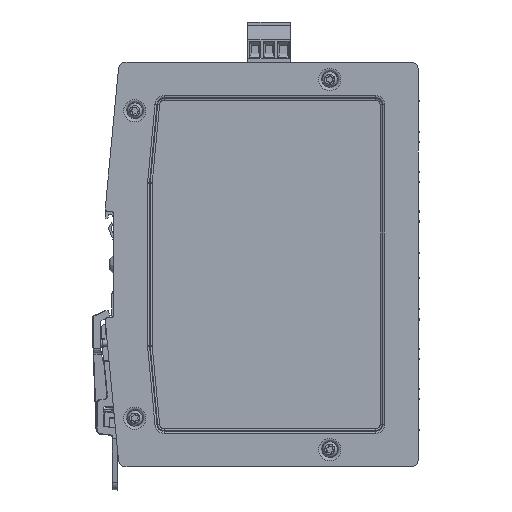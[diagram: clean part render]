
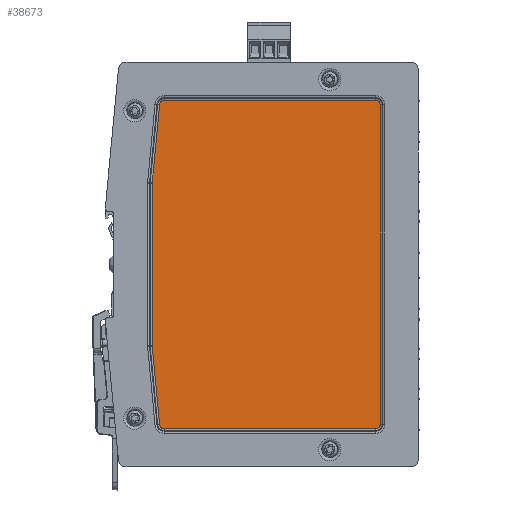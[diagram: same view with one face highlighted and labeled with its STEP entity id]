
A CAD part, left-side view. The second image highlights one B-rep face of the part: STEP entity #38673.
In plain terms, the highlighted planar face has unit normal (-1, 0, 0).
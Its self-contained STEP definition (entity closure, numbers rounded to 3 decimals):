
#31769=FACE_OUTER_BOUND('',#48316,.T.);
#37177=CIRCLE('',#127633,1.586);
#37179=CIRCLE('',#127636,1.586);
#37184=CIRCLE('',#127644,1.586);
#37186=CIRCLE('',#127647,1.586);
#37191=CIRCLE('',#127655,1.586);
#37193=CIRCLE('',#127658,1.586);
#38673=ADVANCED_FACE('',(#31769),#43682,.T.);
#43682=PLANE('',#127667);
#48316=EDGE_LOOP('',(#60431,#60432,#60433,#60434,#60435,#60436,#60437,#60438,
#60439,#60440,#60441,#60442));
#60431=ORIENTED_EDGE('',*,*,#94295,.F.);
#60432=ORIENTED_EDGE('',*,*,#94299,.F.);
#60433=ORIENTED_EDGE('',*,*,#94304,.F.);
#60434=ORIENTED_EDGE('',*,*,#94309,.F.);
#60435=ORIENTED_EDGE('',*,*,#94314,.F.);
#60436=ORIENTED_EDGE('',*,*,#94319,.F.);
#60437=ORIENTED_EDGE('',*,*,#94321,.F.);
#60438=ORIENTED_EDGE('',*,*,#94317,.F.);
#60439=ORIENTED_EDGE('',*,*,#94312,.F.);
#60440=ORIENTED_EDGE('',*,*,#94307,.F.);
#60441=ORIENTED_EDGE('',*,*,#94302,.F.);
#60442=ORIENTED_EDGE('',*,*,#94297,.F.);
#85657=VERTEX_POINT('',#158638);
#85658=VERTEX_POINT('',#158640);
#85659=VERTEX_POINT('',#158644);
#85661=VERTEX_POINT('',#158649);
#85662=VERTEX_POINT('',#158654);
#85664=VERTEX_POINT('',#158659);
#85665=VERTEX_POINT('',#158664);
#85667=VERTEX_POINT('',#158669);
#85668=VERTEX_POINT('',#158674);
#85670=VERTEX_POINT('',#158679);
#85671=VERTEX_POINT('',#158684);
#85673=VERTEX_POINT('',#158689);
#94295=EDGE_CURVE('',#85658,#85657,#106783,.T.);
#94297=EDGE_CURVE('',#85657,#85659,#37177,.T.);
#94299=EDGE_CURVE('',#85661,#85658,#37179,.T.);
#94302=EDGE_CURVE('',#85659,#85662,#106784,.T.);
#94304=EDGE_CURVE('',#85664,#85661,#106785,.T.);
#94307=EDGE_CURVE('',#85662,#85665,#37184,.T.);
#94309=EDGE_CURVE('',#85667,#85664,#37186,.T.);
#94312=EDGE_CURVE('',#85665,#85668,#106787,.T.);
#94314=EDGE_CURVE('',#85670,#85667,#106788,.T.);
#94317=EDGE_CURVE('',#85668,#85671,#37191,.T.);
#94319=EDGE_CURVE('',#85673,#85670,#37193,.T.);
#94321=EDGE_CURVE('',#85671,#85673,#106790,.T.);
#106783=LINE('',#158641,#114352);
#106784=LINE('',#158655,#114353);
#106785=LINE('',#158660,#114354);
#106787=LINE('',#158675,#114356);
#106788=LINE('',#158680,#114357);
#106790=LINE('',#158693,#114359);
#114352=VECTOR('',#136300,1.);
#114353=VECTOR('',#136319,1.);
#114354=VECTOR('',#136324,1.);
#114356=VECTOR('',#136344,1.);
#114357=VECTOR('',#136349,1.);
#114359=VECTOR('',#136367,1.);
#127633=AXIS2_PLACEMENT_3D('',#158645,#136305,#136306);
#127636=AXIS2_PLACEMENT_3D('',#158650,#136311,#136312);
#127644=AXIS2_PLACEMENT_3D('',#158665,#136330,#136331);
#127647=AXIS2_PLACEMENT_3D('',#158670,#136336,#136337);
#127655=AXIS2_PLACEMENT_3D('',#158685,#136355,#136356);
#127658=AXIS2_PLACEMENT_3D('',#158690,#136361,#136362);
#127667=AXIS2_PLACEMENT_3D('',#158706,#136386,#136387);
#136300=DIRECTION('',(0.,-1.,0.));
#136305=DIRECTION('',(1.,0.,0.));
#136306=DIRECTION('',(0.,-0.707,0.707));
#136311=DIRECTION('',(1.,0.,0.));
#136312=DIRECTION('',(0.,0.673,0.74));
#136319=DIRECTION('',(0.,0.,-1.));
#136324=DIRECTION('',(0.,-0.094,0.996));
#136330=DIRECTION('',(1.,0.,0.));
#136331=DIRECTION('',(0.,-0.707,-0.707));
#136336=DIRECTION('',(1.,0.,0.));
#136337=DIRECTION('',(0.,0.999,0.047));
#136344=DIRECTION('',(0.,1.,0.));
#136349=DIRECTION('',(0.,0.,1.));
#136355=DIRECTION('',(1.,0.,0.));
#136356=DIRECTION('',(0.,0.673,-0.74));
#136361=DIRECTION('',(1.,0.,0.));
#136362=DIRECTION('',(0.,0.999,-0.047));
#136367=DIRECTION('',(0.,0.094,0.996));
#136386=DIRECTION('',(-1.,0.,0.));
#136387=DIRECTION('',(0.,0.,1.));
#158638=CARTESIAN_POINT('',(-0.2,-38.1,57.686));
#158640=CARTESIAN_POINT('',(-0.2,36.188,57.686));
#158641=CARTESIAN_POINT('',(-0.2,36.188,57.686));
#158644=CARTESIAN_POINT('',(-0.2,-39.686,56.1));
#158645=CARTESIAN_POINT('',(-0.2,-38.1,56.1));
#158649=CARTESIAN_POINT('',(-0.2,37.767,56.249));
#158650=CARTESIAN_POINT('',(-0.2,36.188,56.1));
#158654=CARTESIAN_POINT('',(-0.2,-39.686,-56.1));
#158655=CARTESIAN_POINT('',(-0.2,-39.686,56.1));
#158659=CARTESIAN_POINT('',(-0.2,40.379,28.62));
#158660=CARTESIAN_POINT('',(-0.2,40.379,28.62));
#158664=CARTESIAN_POINT('',(-0.2,-38.1,-57.686));
#158665=CARTESIAN_POINT('',(-0.2,-38.1,-56.1));
#158669=CARTESIAN_POINT('',(-0.2,40.386,28.47));
#158670=CARTESIAN_POINT('',(-0.2,38.8,28.47));
#158674=CARTESIAN_POINT('',(-0.2,36.188,-57.686));
#158675=CARTESIAN_POINT('',(-0.2,-38.1,-57.686));
#158679=CARTESIAN_POINT('',(-0.2,40.386,-28.47));
#158680=CARTESIAN_POINT('',(-0.2,40.386,-28.47));
#158684=CARTESIAN_POINT('',(-0.2,37.767,-56.249));
#158685=CARTESIAN_POINT('',(-0.2,36.188,-56.1));
#158689=CARTESIAN_POINT('',(-0.2,40.379,-28.62));
#158690=CARTESIAN_POINT('',(-0.2,38.8,-28.47));
#158693=CARTESIAN_POINT('',(-0.2,37.767,-56.249));
#158706=CARTESIAN_POINT('',(-0.2,-0.396,0.));
